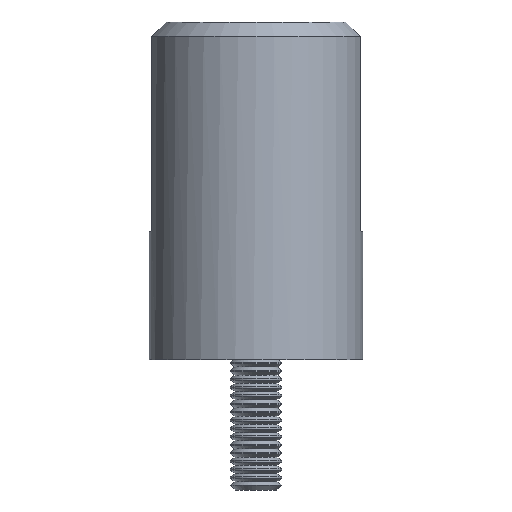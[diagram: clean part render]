
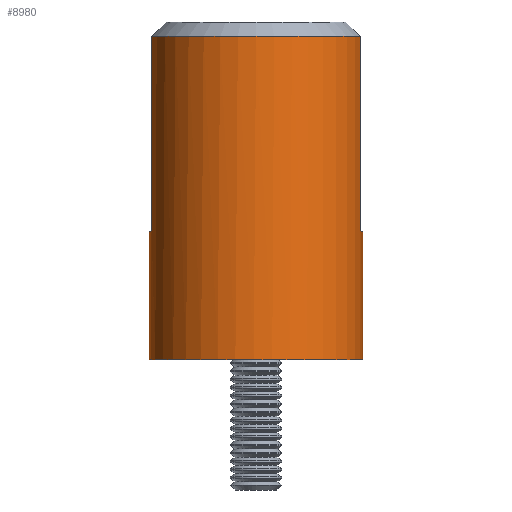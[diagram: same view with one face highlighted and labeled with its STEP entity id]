
A CAD part, front view. The second image highlights one B-rep face of the part: STEP entity #8980.
In plain terms, the highlighted cylindrical face has radius 12.5 mm (diameter 25 mm), a full revolution.
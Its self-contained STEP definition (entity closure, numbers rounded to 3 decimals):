
#34 = VECTOR ( 'NONE', #9944, 1000. ) ;
#256 = EDGE_CURVE ( 'NONE', #18947, #4116, #8361, .T. ) ;
#1354 = VERTEX_POINT ( 'NONE', #21873 ) ;
#1419 = LINE ( 'NONE', #18706, #34 ) ;
#1568 = CARTESIAN_POINT ( 'NONE',  ( 0., 0., 15. ) ) ;
#1712 = CARTESIAN_POINT ( 'NONE',  ( -12.259, -2.445, 15.237 ) ) ;
#2199 = CIRCLE ( 'NONE', #10156, 12.5 ) ;
#2835 = DIRECTION ( 'NONE',  ( 0., 0., -1. ) ) ;
#2859 = AXIS2_PLACEMENT_3D ( 'NONE', #22695, #19217, #3291 ) ;
#3291 = DIRECTION ( 'NONE',  ( 0., -1., 0. ) ) ;
#3849 = EDGE_CURVE ( 'NONE', #6279, #4116, #17797, .T. ) ;
#3926 = VECTOR ( 'NONE', #14276, 1000. ) ;
#3935 = CARTESIAN_POINT ( 'NONE',  ( 12.259, -2.445, 15.237 ) ) ;
#4116 = VERTEX_POINT ( 'NONE', #19102 ) ;
#5224 = DIRECTION ( 'NONE',  ( 0., 0., 1. ) ) ;
#5248 = AXIS2_PLACEMENT_3D ( 'NONE', #10549, #15882, #17817 ) ;
#5416 = ORIENTED_EDGE ( 'NONE', *, *, #256, .T. ) ;
#5962 = CARTESIAN_POINT ( 'NONE',  ( -12.247, -2.5, 15.5 ) ) ;
#6085 = AXIS2_PLACEMENT_3D ( 'NONE', #8081, #2835, #8156 ) ;
#6279 = VERTEX_POINT ( 'NONE', #15069 ) ;
#7380 = CARTESIAN_POINT ( 'NONE',  ( 12.318, -2.131, 15. ) ) ;
#7946 = ORIENTED_EDGE ( 'NONE', *, *, #3849, .F. ) ;
#8081 = CARTESIAN_POINT ( 'NONE',  ( 0., 0., 37.9 ) ) ;
#8156 = DIRECTION ( 'NONE',  ( 0., 1., 0. ) ) ;
#8274 = CARTESIAN_POINT ( 'NONE',  ( -12.247, -2.5, 15.367 ) ) ;
#8361 = B_SPLINE_CURVE_WITH_KNOTS ( 'NONE', 3,
 ( #14542, #7380, #9236, #3935, #18040, #10849 ),
 .UNSPECIFIED., .F., .F.,
 ( 4, 2, 4 ),
 ( 0., 0., 0.001 ),
 .UNSPECIFIED. ) ;
#8427 = ORIENTED_EDGE ( 'NONE', *, *, #16134, .T. ) ;
#8980 = ADVANCED_FACE ( 'NONE', ( #10605, #17238 ), #18362, .T. ) ;
#9125 = CARTESIAN_POINT ( 'NONE',  ( 12.339, -2., 15. ) ) ;
#9236 = CARTESIAN_POINT ( 'NONE',  ( 12.294, -2.26, 15.053 ) ) ;
#9944 = DIRECTION ( 'NONE',  ( 0., 0., -1. ) ) ;
#10156 = AXIS2_PLACEMENT_3D ( 'NONE', #1568, #5224, #22899 ) ;
#10549 = CARTESIAN_POINT ( 'NONE',  ( 0., 0., 0. ) ) ;
#10605 = FACE_OUTER_BOUND ( 'NONE', #15111, .T. ) ;
#10772 = ORIENTED_EDGE ( 'NONE', *, *, #21567, .T. ) ;
#10849 = CARTESIAN_POINT ( 'NONE',  ( 12.247, -2.5, 15.5 ) ) ;
#11416 = ORIENTED_EDGE ( 'NONE', *, *, #21807, .T. ) ;
#11728 = EDGE_LOOP ( 'NONE', ( #11416 ) ) ;
#12125 = CARTESIAN_POINT ( 'NONE',  ( -12.318, -2.131, 15. ) ) ;
#12956 = CARTESIAN_POINT ( 'NONE',  ( -12.339, -2., 15. ) ) ;
#13659 = VERTEX_POINT ( 'NONE', #12956 ) ;
#14117 = CARTESIAN_POINT ( 'NONE',  ( -12.294, -2.26, 15.054 ) ) ;
#14174 = CIRCLE ( 'NONE', #5248, 12.5 ) ;
#14263 = EDGE_CURVE ( 'NONE', #19087, #13659, #20077, .T. ) ;
#14276 = DIRECTION ( 'NONE',  ( 0., 0., -1. ) ) ;
#14542 = CARTESIAN_POINT ( 'NONE',  ( 12.339, -2., 15. ) ) ;
#14793 = CIRCLE ( 'NONE', #6085, 12.5 ) ;
#15069 = CARTESIAN_POINT ( 'NONE',  ( 12.247, -2.5, 37.9 ) ) ;
#15111 = EDGE_LOOP ( 'NONE', ( #7946, #8427, #10772, #18899, #20053, #5416 ) ) ;
#15161 = CARTESIAN_POINT ( 'NONE',  ( -12.247, -2.5, 37.9 ) ) ;
#15882 = DIRECTION ( 'NONE',  ( 0., 0., 1. ) ) ;
#16134 = EDGE_CURVE ( 'NONE', #6279, #19291, #14793, .T. ) ;
#17238 = FACE_OUTER_BOUND ( 'NONE', #11728, .T. ) ;
#17676 = CARTESIAN_POINT ( 'NONE',  ( -12.339, -2., 15. ) ) ;
#17797 = LINE ( 'NONE', #19743, #3926 ) ;
#17817 = DIRECTION ( 'NONE',  ( 1., 0., 0. ) ) ;
#18040 = CARTESIAN_POINT ( 'NONE',  ( 12.247, -2.5, 15.367 ) ) ;
#18362 = CYLINDRICAL_SURFACE ( 'NONE', #2859, 12.5 ) ;
#18706 = CARTESIAN_POINT ( 'NONE',  ( -12.247, -2.5, 39.6 ) ) ;
#18899 = ORIENTED_EDGE ( 'NONE', *, *, #14263, .T. ) ;
#18947 = VERTEX_POINT ( 'NONE', #9125 ) ;
#19087 = VERTEX_POINT ( 'NONE', #5962 ) ;
#19102 = CARTESIAN_POINT ( 'NONE',  ( 12.247, -2.5, 15.5 ) ) ;
#19112 = CARTESIAN_POINT ( 'NONE',  ( -12.247, -2.5, 15.5 ) ) ;
#19217 = DIRECTION ( 'NONE',  ( 0., 0., 1. ) ) ;
#19291 = VERTEX_POINT ( 'NONE', #15161 ) ;
#19743 = CARTESIAN_POINT ( 'NONE',  ( 12.247, -2.5, 39.6 ) ) ;
#20053 = ORIENTED_EDGE ( 'NONE', *, *, #22687, .F. ) ;
#20077 = B_SPLINE_CURVE_WITH_KNOTS ( 'NONE', 3,
 ( #19112, #8274, #1712, #14117, #12125, #17676 ),
 .UNSPECIFIED., .F., .F.,
 ( 4, 2, 4 ),
 ( 0., 0., 0.001 ),
 .UNSPECIFIED. ) ;
#21567 = EDGE_CURVE ( 'NONE', #19291, #19087, #1419, .T. ) ;
#21807 = EDGE_CURVE ( 'NONE', #1354, #1354, #14174, .T. ) ;
#21873 = CARTESIAN_POINT ( 'NONE',  ( 12.5, 0., 0. ) ) ;
#22687 = EDGE_CURVE ( 'NONE', #18947, #13659, #2199, .T. ) ;
#22695 = CARTESIAN_POINT ( 'NONE',  ( 0., 0., 15. ) ) ;
#22899 = DIRECTION ( 'NONE',  ( 0., -1., 0. ) ) ;
